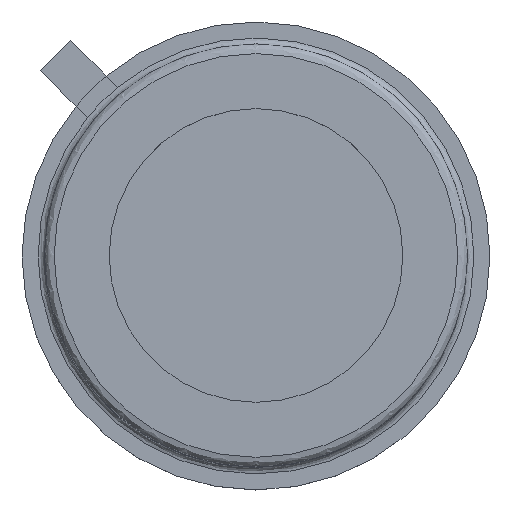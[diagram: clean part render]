
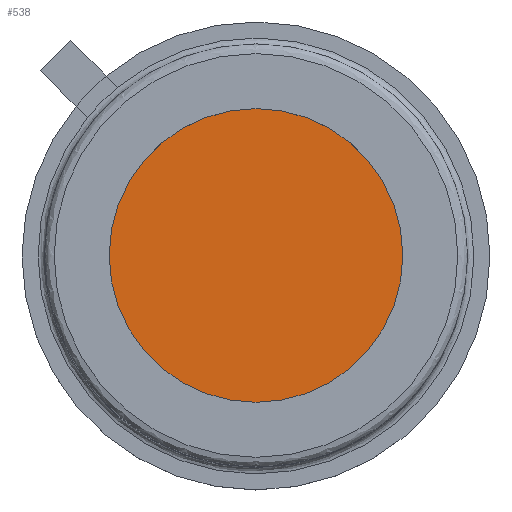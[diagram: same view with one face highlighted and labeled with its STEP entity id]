
A CAD part, top view. The second image highlights one B-rep face of the part: STEP entity #538.
In plain terms, the highlighted planar face has unit normal (0, 0, 1).
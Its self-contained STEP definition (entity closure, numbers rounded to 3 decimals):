
#518 = VERTEX_POINT('',#519);
#519 = CARTESIAN_POINT('',(-0.41,0.,11.));
#527 = EDGE_CURVE('',#518,#518,#528,.T.);
#528 = CIRCLE('',#529,2.95);
#529 = AXIS2_PLACEMENT_3D('',#530,#531,#532);
#530 = CARTESIAN_POINT('',(2.54,0.,11.));
#531 = DIRECTION('',(0.,0.,1.));
#532 = DIRECTION('',(-1.,0.,0.));
#538 = ADVANCED_FACE('',(#539),#542,.T.);
#539 = FACE_BOUND('',#540,.F.);
#540 = EDGE_LOOP('',(#541));
#541 = ORIENTED_EDGE('',*,*,#527,.F.);
#542 = PLANE('',#543);
#543 = AXIS2_PLACEMENT_3D('',#544,#545,#546);
#544 = CARTESIAN_POINT('',(2.54,0.,11.));
#545 = DIRECTION('',(0.,0.,1.));
#546 = DIRECTION('',(-1.,0.,0.));
